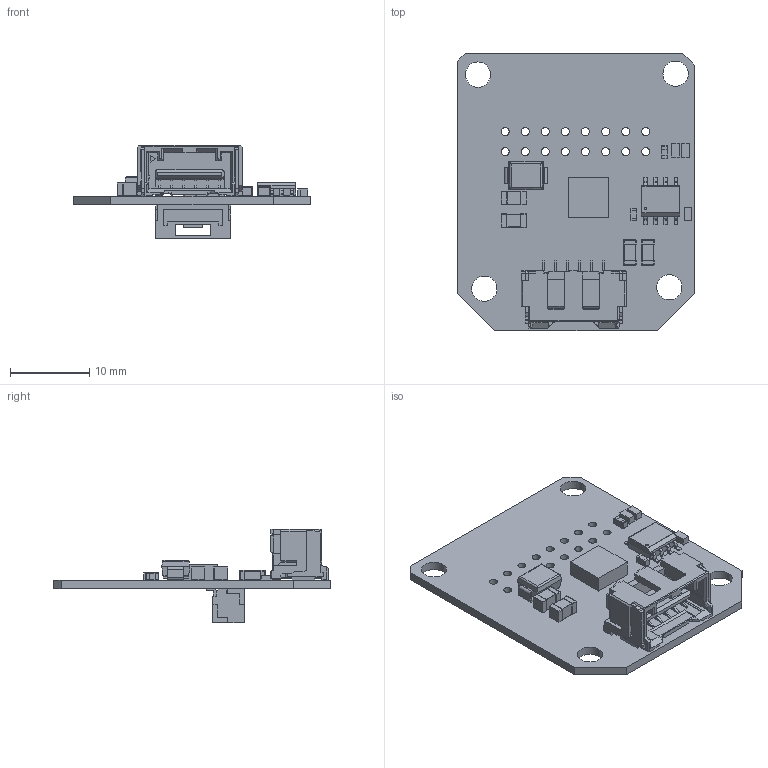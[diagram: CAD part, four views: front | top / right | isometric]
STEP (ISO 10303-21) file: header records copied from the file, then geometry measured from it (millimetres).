
FILE_DESCRIPTION(('Open CASCADE Model'),'2;1');
FILE_NAME('Open CASCADE Shape Model','2022-10-07T11:37:38',('Author'),( 'Open CASCADE'),'Open CASCADE STEP processor 6.8','Open CASCADE 6.8' ,'Unknown');
FILE_SCHEMA(('AUTOMOTIVE_DESIGN { 1 0 10303 214 1 1 1 1 }'));
Length unit declared in the file: millimetre
Products named in the file (1): PCB
Bounding box: 30 x 35.1 x 11.78 mm (x, y, z)
Volume: 1494 mm3; surface area: 3673.1 mm2
Topology: 32 solids, 159 shells, 1195 faces, 3485 edges, 2436 vertices
Faces by surface type: plane 805, cylinder 286, sphere 72, bspline 16, torus 16
Full cylindrical faces by diameter (mm): 0.3 x6, 1.02 x16, 3.2 x4
Entity records: 41151 total; most frequent: CARTESIAN_POINT 8747, DIRECTION 6323, ORIENTED_EDGE 6076, EDGE_CURVE 3381, LINE 2667, VECTOR 2667, VERTEX_POINT 2372, AXIS2_PLACEMENT_3D 1828
